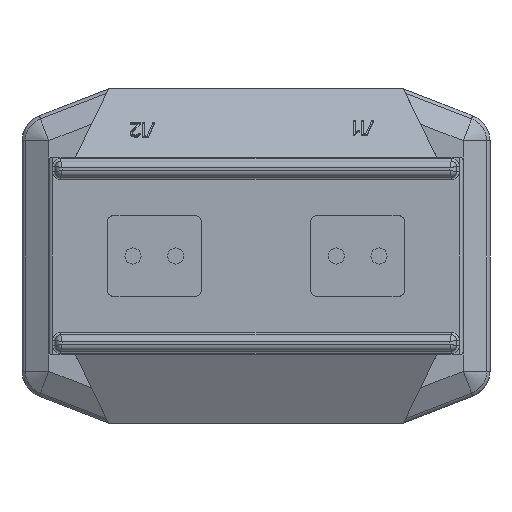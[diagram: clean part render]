
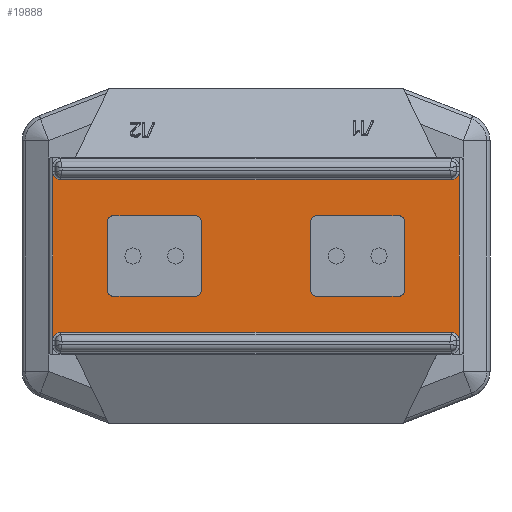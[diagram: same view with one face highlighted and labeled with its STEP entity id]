
A CAD part, front view. The second image highlights one B-rep face of the part: STEP entity #19888.
In plain terms, the highlighted planar face has unit normal (0, -1, 0).
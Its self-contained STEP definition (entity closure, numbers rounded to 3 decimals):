
#19888=ADVANCED_FACE('',(#42876,#42878,#42880),#42882,.T.);
#42876=FACE_BOUND('',#42877,.T.);
#42877=EDGE_LOOP('',(#55425,#55426,#55427,#55428,#55429,#55430,#55431,#55432));
#42878=FACE_BOUND('',#42879,.T.);
#42879=EDGE_LOOP('',(#55433,#55434,#55435,#55436,#55437,#55438,#55439,#55440));
#42880=FACE_BOUND('',#42881,.T.);
#42881=EDGE_LOOP('',(#55441,#55442,#55443,#55444,#55445,#55446,#55447,#55448));
#42882=PLANE('',#42883);
#42883=AXIS2_PLACEMENT_3D('',#42884,#42885,#42886);
#42884=CARTESIAN_POINT('',(0.,0.,-250.));
#42885=DIRECTION('',(0.,-1.,0.));
#42886=DIRECTION('',(0.,0.,1.));
#55425=ORIENTED_EDGE('',*,*,#61796,.F.);
#55426=ORIENTED_EDGE('',*,*,#56141,.T.);
#55427=ORIENTED_EDGE('',*,*,#61788,.F.);
#55428=ORIENTED_EDGE('',*,*,#61785,.F.);
#55429=ORIENTED_EDGE('',*,*,#61795,.F.);
#55430=ORIENTED_EDGE('',*,*,#55946,.T.);
#55431=ORIENTED_EDGE('',*,*,#61797,.F.);
#55432=ORIENTED_EDGE('',*,*,#61798,.F.);
#55433=ORIENTED_EDGE('',*,*,#56158,.F.);
#55434=ORIENTED_EDGE('',*,*,#56162,.F.);
#55435=ORIENTED_EDGE('',*,*,#56165,.F.);
#55436=ORIENTED_EDGE('',*,*,#56168,.F.);
#55437=ORIENTED_EDGE('',*,*,#56171,.F.);
#55438=ORIENTED_EDGE('',*,*,#56174,.F.);
#55439=ORIENTED_EDGE('',*,*,#56177,.F.);
#55440=ORIENTED_EDGE('',*,*,#56180,.F.);
#55441=ORIENTED_EDGE('',*,*,#56182,.F.);
#55442=ORIENTED_EDGE('',*,*,#56186,.F.);
#55443=ORIENTED_EDGE('',*,*,#56189,.F.);
#55444=ORIENTED_EDGE('',*,*,#56192,.F.);
#55445=ORIENTED_EDGE('',*,*,#56195,.F.);
#55446=ORIENTED_EDGE('',*,*,#56198,.F.);
#55447=ORIENTED_EDGE('',*,*,#56201,.F.);
#55448=ORIENTED_EDGE('',*,*,#56204,.F.);
#55946=EDGE_CURVE('',#62109,#62107,#62110,.F.);
#56141=EDGE_CURVE('',#62496,#62494,#62497,.F.);
#56158=EDGE_CURVE('',#62524,#62525,#62526,.T.);
#56162=EDGE_CURVE('',#62532,#62524,#62533,.T.);
#56165=EDGE_CURVE('',#62537,#62532,#62538,.T.);
#56168=EDGE_CURVE('',#62542,#62537,#62543,.T.);
#56171=EDGE_CURVE('',#62547,#62542,#62548,.T.);
#56174=EDGE_CURVE('',#62552,#62547,#62553,.T.);
#56177=EDGE_CURVE('',#62557,#62552,#62558,.T.);
#56180=EDGE_CURVE('',#62525,#62557,#62562,.T.);
#56182=EDGE_CURVE('',#62564,#62565,#62566,.T.);
#56186=EDGE_CURVE('',#62572,#62564,#62573,.T.);
#56189=EDGE_CURVE('',#62577,#62572,#62578,.T.);
#56192=EDGE_CURVE('',#62582,#62577,#62583,.T.);
#56195=EDGE_CURVE('',#62587,#62582,#62588,.T.);
#56198=EDGE_CURVE('',#62592,#62587,#62593,.T.);
#56201=EDGE_CURVE('',#62597,#62592,#62598,.T.);
#56204=EDGE_CURVE('',#62565,#62597,#62602,.T.);
#61785=EDGE_CURVE('',#71753,#71754,#71755,.T.);
#61788=EDGE_CURVE('',#71754,#62494,#71758,.T.);
#61795=EDGE_CURVE('',#62109,#71753,#71765,.T.);
#61796=EDGE_CURVE('',#62496,#71766,#71767,.T.);
#61797=EDGE_CURVE('',#71768,#62107,#71769,.T.);
#61798=EDGE_CURVE('',#71766,#71768,#71770,.T.);
#62107=VERTEX_POINT('',#72355);
#62109=VERTEX_POINT('',#72359);
#62110=LINE('',#72360,#72361);
#62494=VERTEX_POINT('',#73284);
#62496=VERTEX_POINT('',#73288);
#62497=LINE('',#73289,#73290);
#62524=VERTEX_POINT('',#73352);
#62525=VERTEX_POINT('',#73353);
#62526=LINE('',#73354,#73355);
#62532=VERTEX_POINT('',#73368);
#62533=CIRCLE('',#73369,4.);
#62537=VERTEX_POINT('',#73381);
#62538=LINE('',#73382,#73383);
#62542=VERTEX_POINT('',#73392);
#62543=CIRCLE('',#73393,4.);
#62547=VERTEX_POINT('',#73405);
#62548=LINE('',#73406,#73407);
#62552=VERTEX_POINT('',#73416);
#62553=CIRCLE('',#73417,4.);
#62557=VERTEX_POINT('',#73429);
#62558=LINE('',#73430,#73431);
#62562=CIRCLE('',#73440,4.);
#62564=VERTEX_POINT('',#73448);
#62565=VERTEX_POINT('',#73449);
#62566=CIRCLE('',#73450,4.);
#62572=VERTEX_POINT('',#73466);
#62573=LINE('',#73467,#73468);
#62577=VERTEX_POINT('',#73477);
#62578=CIRCLE('',#73478,4.);
#62582=VERTEX_POINT('',#73490);
#62583=LINE('',#73491,#73492);
#62587=VERTEX_POINT('',#73501);
#62588=CIRCLE('',#73502,4.);
#62592=VERTEX_POINT('',#73514);
#62593=LINE('',#73515,#73516);
#62597=VERTEX_POINT('',#73525);
#62598=CIRCLE('',#73526,4.);
#62602=LINE('',#73538,#73539);
#71753=VERTEX_POINT('',#97045);
#71754=VERTEX_POINT('',#97046);
#71755=LINE('',#97047,#97048);
#71758=CIRCLE('',#97058,6.);
#71765=CIRCLE('',#97086,6.);
#71766=VERTEX_POINT('',#97090);
#71767=CIRCLE('',#97091,6.);
#71768=VERTEX_POINT('',#97095);
#71769=CIRCLE('',#97096,6.);
#71770=LINE('',#97100,#97101);
#72355=CARTESIAN_POINT('',(-23.,0.,-62.));
#72359=CARTESIAN_POINT('',(-23.,0.,-188.));
#72360=CARTESIAN_POINT('',(-23.,0.,-62.));
#72361=VECTOR('',#72362,1.);
#72362=DIRECTION('',(0.,0.,-1.));
#73284=CARTESIAN_POINT('',(-327.,0.,-188.));
#73288=CARTESIAN_POINT('',(-327.,0.,-62.));
#73289=CARTESIAN_POINT('',(-327.,0.,-188.));
#73290=VECTOR('',#73291,1.);
#73291=DIRECTION('',(0.,0.,1.));
#73352=CARTESIAN_POINT('',(-220.,0.,-95.));
#73353=CARTESIAN_POINT('',(-282.,0.,-95.));
#73354=CARTESIAN_POINT('',(-220.,0.,-95.));
#73355=VECTOR('',#73356,1.);
#73356=DIRECTION('',(-1.,0.,0.));
#73368=CARTESIAN_POINT('',(-216.,0.,-99.));
#73369=AXIS2_PLACEMENT_3D('',#73370,#73371,#73372);
#73370=CARTESIAN_POINT('',(-220.,0.,-99.));
#73371=DIRECTION('',(0.,-1.,0.));
#73372=DIRECTION('',(1.,0.,0.));
#73381=CARTESIAN_POINT('',(-216.,0.,-151.));
#73382=CARTESIAN_POINT('',(-216.,0.,-151.));
#73383=VECTOR('',#73384,1.);
#73384=DIRECTION('',(0.,0.,1.));
#73392=CARTESIAN_POINT('',(-220.,0.,-155.));
#73393=AXIS2_PLACEMENT_3D('',#73394,#73395,#73396);
#73394=CARTESIAN_POINT('',(-220.,0.,-151.));
#73395=DIRECTION('',(0.,-1.,-0.));
#73396=DIRECTION('',(0.,0.,-1.));
#73405=CARTESIAN_POINT('',(-282.,0.,-155.));
#73406=CARTESIAN_POINT('',(-282.,0.,-155.));
#73407=VECTOR('',#73408,1.);
#73408=DIRECTION('',(1.,0.,0.));
#73416=CARTESIAN_POINT('',(-286.,0.,-151.));
#73417=AXIS2_PLACEMENT_3D('',#73418,#73419,#73420);
#73418=CARTESIAN_POINT('',(-282.,0.,-151.));
#73419=DIRECTION('',(-0.,-1.,0.));
#73420=DIRECTION('',(-1.,0.,0.));
#73429=CARTESIAN_POINT('',(-286.,0.,-99.));
#73430=CARTESIAN_POINT('',(-286.,0.,-99.));
#73431=VECTOR('',#73432,1.);
#73432=DIRECTION('',(0.,0.,-1.));
#73440=AXIS2_PLACEMENT_3D('',#73441,#73442,#73443);
#73441=CARTESIAN_POINT('',(-282.,0.,-99.));
#73442=DIRECTION('',(0.,-1.,0.));
#73443=DIRECTION('',(0.,0.,1.));
#73448=CARTESIAN_POINT('',(-64.,0.,-99.));
#73449=CARTESIAN_POINT('',(-68.,0.,-95.));
#73450=AXIS2_PLACEMENT_3D('',#73451,#73452,#73453);
#73451=CARTESIAN_POINT('',(-68.,0.,-99.));
#73452=DIRECTION('',(0.,-1.,0.));
#73453=DIRECTION('',(1.,0.,0.));
#73466=CARTESIAN_POINT('',(-64.,0.,-151.));
#73467=CARTESIAN_POINT('',(-64.,0.,-151.));
#73468=VECTOR('',#73469,1.);
#73469=DIRECTION('',(0.,0.,1.));
#73477=CARTESIAN_POINT('',(-68.,0.,-155.));
#73478=AXIS2_PLACEMENT_3D('',#73479,#73480,#73481);
#73479=CARTESIAN_POINT('',(-68.,0.,-151.));
#73480=DIRECTION('',(0.,-1.,-0.));
#73481=DIRECTION('',(0.,0.,-1.));
#73490=CARTESIAN_POINT('',(-130.,0.,-155.));
#73491=CARTESIAN_POINT('',(-130.,0.,-155.));
#73492=VECTOR('',#73493,1.);
#73493=DIRECTION('',(1.,0.,0.));
#73501=CARTESIAN_POINT('',(-134.,0.,-151.));
#73502=AXIS2_PLACEMENT_3D('',#73503,#73504,#73505);
#73503=CARTESIAN_POINT('',(-130.,0.,-151.));
#73504=DIRECTION('',(-0.,-1.,0.));
#73505=DIRECTION('',(-1.,0.,0.));
#73514=CARTESIAN_POINT('',(-134.,0.,-99.));
#73515=CARTESIAN_POINT('',(-134.,0.,-99.));
#73516=VECTOR('',#73517,1.);
#73517=DIRECTION('',(0.,0.,-1.));
#73525=CARTESIAN_POINT('',(-130.,0.,-95.));
#73526=AXIS2_PLACEMENT_3D('',#73527,#73528,#73529);
#73527=CARTESIAN_POINT('',(-130.,0.,-99.));
#73528=DIRECTION('',(0.,-1.,0.));
#73529=DIRECTION('',(0.,0.,1.));
#73538=CARTESIAN_POINT('',(-68.,0.,-95.));
#73539=VECTOR('',#73540,1.);
#73540=DIRECTION('',(-1.,0.,0.));
#97045=CARTESIAN_POINT('',(-29.,0.,-182.));
#97046=CARTESIAN_POINT('',(-321.,0.,-182.));
#97047=CARTESIAN_POINT('',(-29.,0.,-182.));
#97048=VECTOR('',#97049,1.);
#97049=DIRECTION('',(-1.,0.,0.));
#97058=AXIS2_PLACEMENT_3D('',#97059,#97060,#97061);
#97059=CARTESIAN_POINT('',(-321.,0.,-188.));
#97060=DIRECTION('',(0.,-1.,0.));
#97061=DIRECTION('',(0.,0.,1.));
#97086=AXIS2_PLACEMENT_3D('',#97087,#97088,#97089);
#97087=CARTESIAN_POINT('',(-29.,0.,-188.));
#97088=DIRECTION('',(0.,-1.,0.));
#97089=DIRECTION('',(1.,0.,0.));
#97090=CARTESIAN_POINT('',(-321.,0.,-68.));
#97091=AXIS2_PLACEMENT_3D('',#97092,#97093,#97094);
#97092=CARTESIAN_POINT('',(-321.,0.,-62.));
#97093=DIRECTION('',(-0.,-1.,0.));
#97094=DIRECTION('',(-1.,0.,0.));
#97095=CARTESIAN_POINT('',(-29.,0.,-68.));
#97096=AXIS2_PLACEMENT_3D('',#97097,#97098,#97099);
#97097=CARTESIAN_POINT('',(-29.,0.,-62.));
#97098=DIRECTION('',(-0.,-1.,0.));
#97099=DIRECTION('',(0.,0.,-1.));
#97100=CARTESIAN_POINT('',(-321.,0.,-68.));
#97101=VECTOR('',#97102,1.);
#97102=DIRECTION('',(1.,0.,0.));
